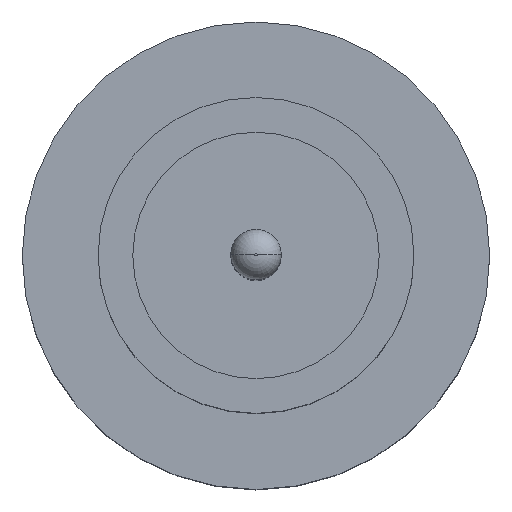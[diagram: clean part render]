
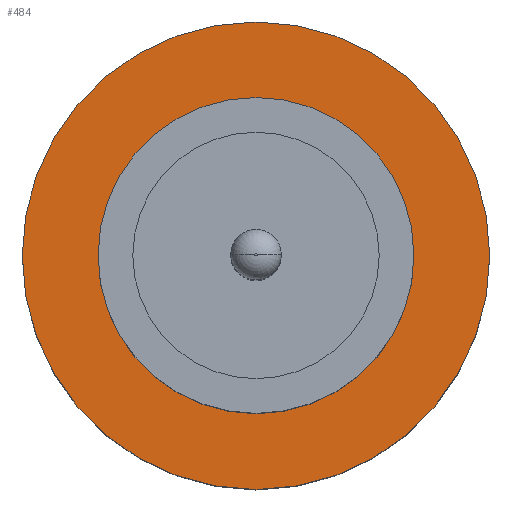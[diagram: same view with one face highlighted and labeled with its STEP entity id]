
A CAD part, top view. The second image highlights one B-rep face of the part: STEP entity #484.
In plain terms, the highlighted planar face has unit normal (0, 0, 1).
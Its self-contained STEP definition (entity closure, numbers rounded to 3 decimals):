
#4 = CARTESIAN_POINT ( 'NONE',  ( 0., 0., 1.55 ) ) ;
#13 = VERTEX_POINT ( 'NONE', #187 ) ;
#51 = AXIS2_PLACEMENT_3D ( 'NONE', #767, #641, #705 ) ;
#66 = VERTEX_POINT ( 'NONE', #197 ) ;
#134 = PLANE ( 'NONE',  #292 ) ;
#139 = ORIENTED_EDGE ( 'NONE', *, *, #894, .T. ) ;
#153 = VERTEX_POINT ( 'NONE', #562 ) ;
#159 = DIRECTION ( 'NONE',  ( 0., 0., 1. ) ) ;
#178 = DIRECTION ( 'NONE',  ( 0., 0., 1. ) ) ;
#187 = CARTESIAN_POINT ( 'NONE',  ( -1.25, 0., 1.55 ) ) ;
#192 = EDGE_CURVE ( 'NONE', #591, #13, #532, .T. ) ;
#197 = CARTESIAN_POINT ( 'NONE',  ( 1.85, 0., 1.55 ) ) ;
#239 = AXIS2_PLACEMENT_3D ( 'NONE', #4, #356, #430 ) ;
#246 = DIRECTION ( 'NONE',  ( 1., 0., 0. ) ) ;
#290 = ORIENTED_EDGE ( 'NONE', *, *, #192, .F. ) ;
#292 = AXIS2_PLACEMENT_3D ( 'NONE', #567, #785, #451 ) ;
#310 = EDGE_CURVE ( 'NONE', #66, #153, #876, .T. ) ;
#340 = EDGE_LOOP ( 'NONE', ( #139, #792 ) ) ;
#356 = DIRECTION ( 'NONE',  ( 0., 0., 1. ) ) ;
#362 = FACE_OUTER_BOUND ( 'NONE', #340, .T. ) ;
#417 = EDGE_LOOP ( 'NONE', ( #290, #584 ) ) ;
#430 = DIRECTION ( 'NONE',  ( 1., 0., 0. ) ) ;
#451 = DIRECTION ( 'NONE',  ( 1., 0., 0. ) ) ;
#484 = ADVANCED_FACE ( 'NONE', ( #732, #362 ), #134, .T. ) ;
#499 = DIRECTION ( 'NONE',  ( 1., 0., 0. ) ) ;
#518 = AXIS2_PLACEMENT_3D ( 'NONE', #598, #178, #246 ) ;
#532 = CIRCLE ( 'NONE', #612, 1.25 ) ;
#562 = CARTESIAN_POINT ( 'NONE',  ( -1.85, 0., 1.55 ) ) ;
#567 = CARTESIAN_POINT ( 'NONE',  ( 0., 0., 1.55 ) ) ;
#578 = CARTESIAN_POINT ( 'NONE',  ( 0., 0., 1.55 ) ) ;
#584 = ORIENTED_EDGE ( 'NONE', *, *, #735, .F. ) ;
#587 = CARTESIAN_POINT ( 'NONE',  ( 1.25, 0., 1.55 ) ) ;
#591 = VERTEX_POINT ( 'NONE', #587 ) ;
#598 = CARTESIAN_POINT ( 'NONE',  ( 0., 0., 1.55 ) ) ;
#605 = CIRCLE ( 'NONE', #239, 1.25 ) ;
#612 = AXIS2_PLACEMENT_3D ( 'NONE', #578, #159, #499 ) ;
#641 = DIRECTION ( 'NONE',  ( 0., 0., 1. ) ) ;
#705 = DIRECTION ( 'NONE',  ( 1., 0., 0. ) ) ;
#732 = FACE_BOUND ( 'NONE', #417, .T. ) ;
#735 = EDGE_CURVE ( 'NONE', #13, #591, #605, .T. ) ;
#767 = CARTESIAN_POINT ( 'NONE',  ( 0., 0., 1.55 ) ) ;
#785 = DIRECTION ( 'NONE',  ( 0., 0., 1. ) ) ;
#792 = ORIENTED_EDGE ( 'NONE', *, *, #310, .T. ) ;
#844 = CIRCLE ( 'NONE', #51, 1.85 ) ;
#876 = CIRCLE ( 'NONE', #518, 1.85 ) ;
#894 = EDGE_CURVE ( 'NONE', #153, #66, #844, .T. ) ;
